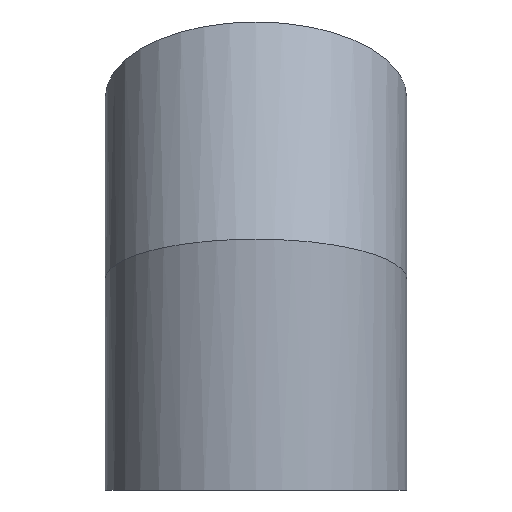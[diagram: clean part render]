
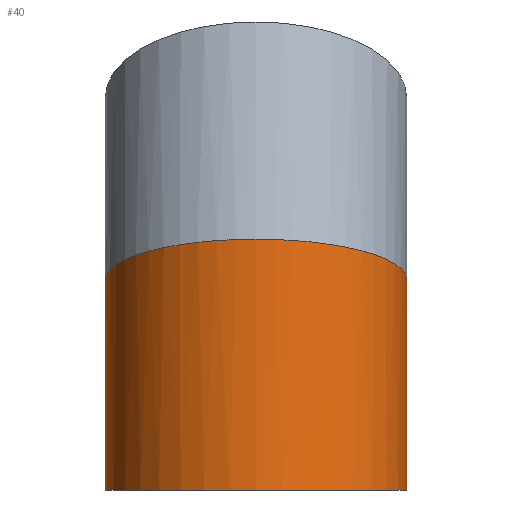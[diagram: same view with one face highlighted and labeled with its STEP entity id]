
A CAD part, left-side view. The second image highlights one B-rep face of the part: STEP entity #40.
In plain terms, the highlighted cylindrical face has radius 355 mm (diameter 710 mm), a full revolution.
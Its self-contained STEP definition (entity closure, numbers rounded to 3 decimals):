
#40 = ADVANCED_FACE( '', ( #79, #80 ), #81, .T. );
#79 = FACE_OUTER_BOUND( '', #110, .T. );
#80 = FACE_OUTER_BOUND( '', #111, .T. );
#81 = CYLINDRICAL_SURFACE( '', #112, 355. );
#110 = EDGE_LOOP( '', ( #145 ) );
#111 = EDGE_LOOP( '', ( #146 ) );
#112 = AXIS2_PLACEMENT_3D( '', #147, #148, #149 );
#145 = ORIENTED_EDGE( '', *, *, #152, .F. );
#146 = ORIENTED_EDGE( '', *, *, #154, .F. );
#147 = CARTESIAN_POINT( '', ( 0., 0., 0. ) );
#148 = DIRECTION( '', ( 0., 0., 1. ) );
#149 = DIRECTION( '', ( -1., 0., 0. ) );
#152 = EDGE_CURVE( '', #165, #165, #166, .T. );
#154 = EDGE_CURVE( '', #168, #168, #169, .F. );
#165 = VERTEX_POINT( '', #183 );
#166 = CIRCLE( '', #184, 355. );
#168 = VERTEX_POINT( '', #186 );
#169 = ELLIPSE( '', #187, 367.523, 355. );
#183 = CARTESIAN_POINT( '', ( -355., 0., 0. ) );
#184 = AXIS2_PLACEMENT_3D( '', #201, #202, #203 );
#186 = CARTESIAN_POINT( '', ( 355., 0., 400. ) );
#187 = AXIS2_PLACEMENT_3D( '', #204, #205, #206 );
#201 = CARTESIAN_POINT( '', ( 0., 0., 0. ) );
#202 = DIRECTION( '', ( 0., 0., -1. ) );
#203 = DIRECTION( '', ( -1., 0., 0. ) );
#204 = CARTESIAN_POINT( '', ( 0., 0., 495.122 ) );
#205 = DIRECTION( '', ( -0.259, 0., -0.966 ) );
#206 = DIRECTION( '', ( 0.966, 0., -0.259 ) );
